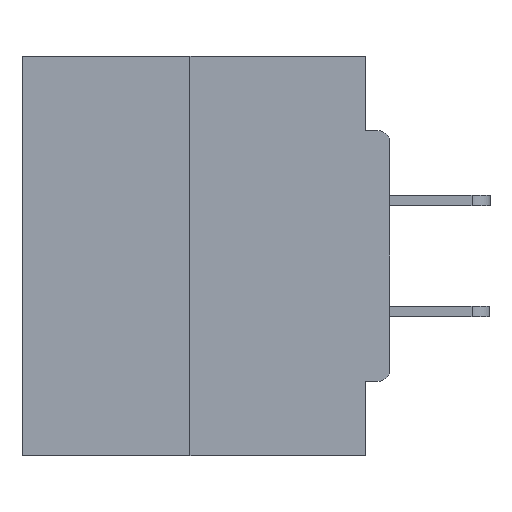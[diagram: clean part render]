
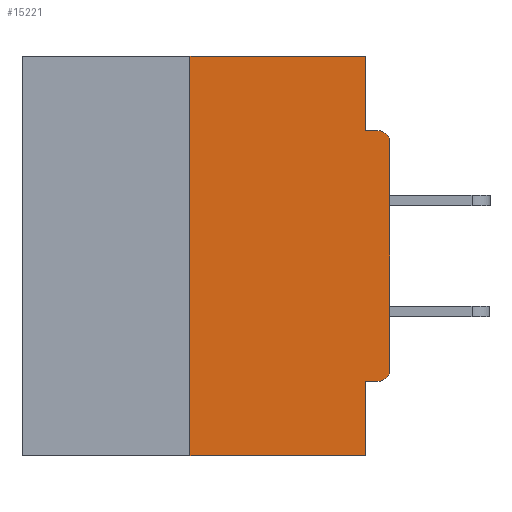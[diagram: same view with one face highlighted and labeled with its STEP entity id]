
A CAD part, left-side view. The second image highlights one B-rep face of the part: STEP entity #15221.
In plain terms, the highlighted planar face has unit normal (-1, 0, 0).
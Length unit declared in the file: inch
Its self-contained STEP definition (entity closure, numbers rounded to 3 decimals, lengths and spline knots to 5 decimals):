
#86 = EDGE_CURVE ( 'NONE', #16128, #37872, #37400, .T. ) ;
#518 = ORIENTED_EDGE ( 'NONE', *, *, #30433, .F. ) ;
#1639 = PLANE ( 'NONE',  #27305 ) ;
#2615 = LINE ( 'NONE', #5224, #28428 ) ;
#3085 = DIRECTION ( 'NONE',  ( 0., 0., -1. ) ) ;
#3829 = VECTOR ( 'NONE', #32066, 39.37008 ) ;
#5193 = ORIENTED_EDGE ( 'NONE', *, *, #26508, .T. ) ;
#5224 = CARTESIAN_POINT ( 'NONE',  ( 0., 0., -0.0935 ) ) ;
#5987 = DIRECTION ( 'NONE',  ( -1., 0., 0. ) ) ;
#6252 = CARTESIAN_POINT ( 'NONE',  ( 0., 0.015, -0.0935 ) ) ;
#6756 = CIRCLE ( 'NONE', #9969, 0.015 ) ;
#7137 = CARTESIAN_POINT ( 'NONE',  ( 0., 0., 0. ) ) ;
#7296 = VERTEX_POINT ( 'NONE', #10945 ) ;
#7443 = CARTESIAN_POINT ( 'NONE',  ( 0., 0.25, 0. ) ) ;
#7456 = CARTESIAN_POINT ( 'NONE',  ( 0., 0.031, 0. ) ) ;
#7512 = FACE_OUTER_BOUND ( 'NONE', #30987, .T. ) ;
#7893 = VECTOR ( 'NONE', #42277, 39.37008 ) ;
#8406 = DIRECTION ( 'NONE',  ( 0., -1., 0. ) ) ;
#8483 = ORIENTED_EDGE ( 'NONE', *, *, #21831, .F. ) ;
#8839 = CARTESIAN_POINT ( 'NONE',  ( 0., 0.031, 0. ) ) ;
#8941 = CARTESIAN_POINT ( 'NONE',  ( 0., 0.031, -0.5 ) ) ;
#9435 = CARTESIAN_POINT ( 'NONE',  ( 0., 0.015, -0.3915 ) ) ;
#9969 = AXIS2_PLACEMENT_3D ( 'NONE', #42652, #27464, #37627 ) ;
#10945 = CARTESIAN_POINT ( 'NONE',  ( 0., 0., -0.1085 ) ) ;
#11596 = DIRECTION ( 'NONE',  ( 0., -1., 0. ) ) ;
#12079 = VECTOR ( 'NONE', #16201, 39.37008 ) ;
#12458 = ORIENTED_EDGE ( 'NONE', *, *, #18949, .T. ) ;
#12968 = EDGE_CURVE ( 'NONE', #27075, #21527, #2615, .T. ) ;
#13295 = CARTESIAN_POINT ( 'NONE',  ( 0., 0., -0.4065 ) ) ;
#14083 = LINE ( 'NONE', #13295, #38397 ) ;
#14489 = EDGE_CURVE ( 'NONE', #15155, #17847, #38644, .T. ) ;
#15155 = VERTEX_POINT ( 'NONE', #7443 ) ;
#15221 = ADVANCED_FACE ( 'NONE', ( #7512 ), #1639, .F. ) ;
#16128 = VERTEX_POINT ( 'NONE', #23864 ) ;
#16201 = DIRECTION ( 'NONE',  ( 0., -1., 0. ) ) ;
#17094 = CARTESIAN_POINT ( 'NONE',  ( 0., 0., -0.3915 ) ) ;
#17847 = VERTEX_POINT ( 'NONE', #7456 ) ;
#18949 = EDGE_CURVE ( 'NONE', #7296, #21527, #6756, .T. ) ;
#19535 = CARTESIAN_POINT ( 'NONE',  ( 0., 0.25, 0. ) ) ;
#21092 = CARTESIAN_POINT ( 'NONE',  ( 0., 0.031, -0.5 ) ) ;
#21527 = VERTEX_POINT ( 'NONE', #6252 ) ;
#21626 = DIRECTION ( 'NONE',  ( 0., 0., -1. ) ) ;
#21632 = VERTEX_POINT ( 'NONE', #17094 ) ;
#21742 = CARTESIAN_POINT ( 'NONE',  ( 0., 0.015, -0.4065 ) ) ;
#21831 = EDGE_CURVE ( 'NONE', #16128, #15155, #31237, .T. ) ;
#22509 = CARTESIAN_POINT ( 'NONE',  ( 0., 0.031, -0.4065 ) ) ;
#23777 = EDGE_CURVE ( 'NONE', #21632, #7296, #35185, .T. ) ;
#23864 = CARTESIAN_POINT ( 'NONE',  ( 0., 0.25, -0.5 ) ) ;
#24920 = DIRECTION ( 'NONE',  ( 1., 0., 0. ) ) ;
#25356 = CARTESIAN_POINT ( 'NONE',  ( 0., 0.46, 0. ) ) ;
#25634 = CIRCLE ( 'NONE', #41508, 0.015 ) ;
#25708 = CARTESIAN_POINT ( 'NONE',  ( 0., 0.031, -0.0935 ) ) ;
#26508 = EDGE_CURVE ( 'NONE', #29268, #21632, #25634, .T. ) ;
#26723 = ORIENTED_EDGE ( 'NONE', *, *, #32198, .F. ) ;
#27075 = VERTEX_POINT ( 'NONE', #25708 ) ;
#27305 = AXIS2_PLACEMENT_3D ( 'NONE', #25356, #24920, #21626 ) ;
#27464 = DIRECTION ( 'NONE',  ( -1., 0., 0. ) ) ;
#28113 = ORIENTED_EDGE ( 'NONE', *, *, #12968, .F. ) ;
#28184 = CARTESIAN_POINT ( 'NONE',  ( 0., 0.46, 0. ) ) ;
#28428 = VECTOR ( 'NONE', #11596, 39.37008 ) ;
#29268 = VERTEX_POINT ( 'NONE', #21742 ) ;
#29490 = DIRECTION ( 'NONE',  ( 0., 1., 0. ) ) ;
#29520 = VECTOR ( 'NONE', #33431, 39.37008 ) ;
#30433 = EDGE_CURVE ( 'NONE', #17847, #27075, #32195, .T. ) ;
#30495 = VECTOR ( 'NONE', #34632, 39.37008 ) ;
#30940 = EDGE_CURVE ( 'NONE', #29268, #31299, #14083, .T. ) ;
#30987 = EDGE_LOOP ( 'NONE', ( #38946, #8483, #39726, #26723, #35344, #5193, #33518, #12458, #28113, #518 ) ) ;
#31237 = LINE ( 'NONE', #19535, #3829 ) ;
#31299 = VERTEX_POINT ( 'NONE', #22509 ) ;
#31354 = VECTOR ( 'NONE', #8406, 39.37008 ) ;
#32066 = DIRECTION ( 'NONE',  ( 0., 0., 1. ) ) ;
#32195 = LINE ( 'NONE', #8839, #7893 ) ;
#32198 = EDGE_CURVE ( 'NONE', #31299, #37872, #39325, .T. ) ;
#32489 = CARTESIAN_POINT ( 'NONE',  ( 0., 0.46, -0.5 ) ) ;
#33431 = DIRECTION ( 'NONE',  ( 0., 0., 1. ) ) ;
#33518 = ORIENTED_EDGE ( 'NONE', *, *, #23777, .T. ) ;
#34632 = DIRECTION ( 'NONE',  ( 0., 0., -1. ) ) ;
#35185 = LINE ( 'NONE', #7137, #29520 ) ;
#35344 = ORIENTED_EDGE ( 'NONE', *, *, #30940, .F. ) ;
#37400 = LINE ( 'NONE', #32489, #12079 ) ;
#37627 = DIRECTION ( 'NONE',  ( 0., 0., -1. ) ) ;
#37872 = VERTEX_POINT ( 'NONE', #8941 ) ;
#38397 = VECTOR ( 'NONE', #29490, 39.37008 ) ;
#38644 = LINE ( 'NONE', #28184, #31354 ) ;
#38946 = ORIENTED_EDGE ( 'NONE', *, *, #14489, .F. ) ;
#39325 = LINE ( 'NONE', #21092, #30495 ) ;
#39726 = ORIENTED_EDGE ( 'NONE', *, *, #86, .T. ) ;
#41508 = AXIS2_PLACEMENT_3D ( 'NONE', #9435, #5987, #3085 ) ;
#42277 = DIRECTION ( 'NONE',  ( 0., 0., -1. ) ) ;
#42652 = CARTESIAN_POINT ( 'NONE',  ( 0., 0.015, -0.1085 ) ) ;
